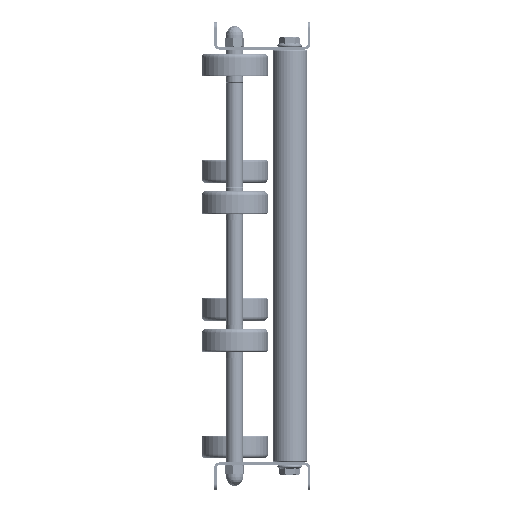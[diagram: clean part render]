
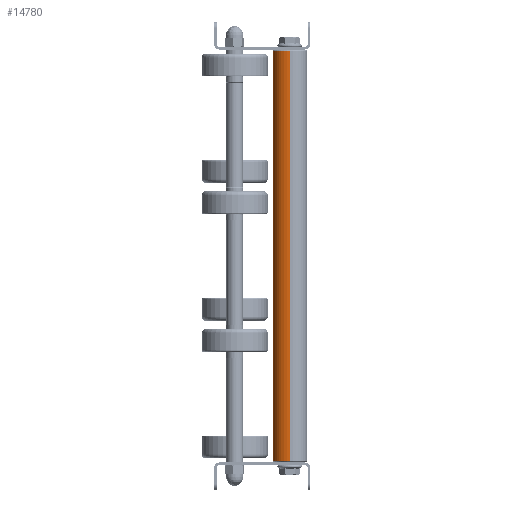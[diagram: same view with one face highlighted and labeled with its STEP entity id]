
A CAD part, left-side view. The second image highlights one B-rep face of the part: STEP entity #14780.
In plain terms, the highlighted cylindrical face has radius 12.5 mm (diameter 25 mm), a partial arc.
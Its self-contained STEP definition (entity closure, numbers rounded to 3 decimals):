
#195 = VERTEX_POINT ( 'NONE', #7498 ) ;
#887 = DIRECTION ( 'NONE',  ( -1., 0., 0. ) ) ;
#1036 = ORIENTED_EDGE ( 'NONE', *, *, #18688, .T. ) ;
#1880 = CIRCLE ( 'NONE', #2853, 12.5 ) ;
#2544 = EDGE_CURVE ( 'NONE', #12055, #195, #1880, .T. ) ;
#2612 = DIRECTION ( 'NONE',  ( -1., 0., 0. ) ) ;
#2853 = AXIS2_PLACEMENT_3D ( 'NONE', #7786, #13767, #4585 ) ;
#3055 = VECTOR ( 'NONE', #887, 1000. ) ;
#3306 = CARTESIAN_POINT ( 'NONE',  ( 1., 0., 0. ) ) ;
#3501 = DIRECTION ( 'NONE',  ( 0., 0., -1. ) ) ;
#3583 = VERTEX_POINT ( 'NONE', #8371 ) ;
#4172 = EDGE_CURVE ( 'NONE', #195, #3583, #13504, .T. ) ;
#4240 = DIRECTION ( 'NONE',  ( 0., 0., 1. ) ) ;
#4585 = DIRECTION ( 'NONE',  ( 0., 0., -1. ) ) ;
#5662 = AXIS2_PLACEMENT_3D ( 'NONE', #6032, #5923, #4240 ) ;
#5749 = ORIENTED_EDGE ( 'NONE', *, *, #2544, .T. ) ;
#5923 = DIRECTION ( 'NONE',  ( -1., 0., 0. ) ) ;
#6032 = CARTESIAN_POINT ( 'NONE',  ( 300., 0., 0. ) ) ;
#7498 = CARTESIAN_POINT ( 'NONE',  ( 299., 0., -12.5 ) ) ;
#7650 = VECTOR ( 'NONE', #2612, 1000. ) ;
#7786 = CARTESIAN_POINT ( 'NONE',  ( 299., 0., 0. ) ) ;
#8371 = CARTESIAN_POINT ( 'NONE',  ( 1., 0., -12.5 ) ) ;
#9181 = EDGE_CURVE ( 'NONE', #12055, #13367, #19644, .T. ) ;
#9332 = DIRECTION ( 'NONE',  ( 1., 0., 0. ) ) ;
#9401 = AXIS2_PLACEMENT_3D ( 'NONE', #3306, #9332, #3501 ) ;
#12055 = VERTEX_POINT ( 'NONE', #16617 ) ;
#12180 = FACE_OUTER_BOUND ( 'NONE', #15281, .T. ) ;
#12778 = ORIENTED_EDGE ( 'NONE', *, *, #9181, .F. ) ;
#13303 = CIRCLE ( 'NONE', #9401, 12.5 ) ;
#13367 = VERTEX_POINT ( 'NONE', #17233 ) ;
#13504 = LINE ( 'NONE', #16330, #7650 ) ;
#13767 = DIRECTION ( 'NONE',  ( -1., 0., 0. ) ) ;
#14780 = ADVANCED_FACE ( 'NONE', ( #12180 ), #19543, .T. ) ;
#15281 = EDGE_LOOP ( 'NONE', ( #5749, #17131, #1036, #12778 ) ) ;
#16330 = CARTESIAN_POINT ( 'NONE',  ( 300., 0., -12.5 ) ) ;
#16617 = CARTESIAN_POINT ( 'NONE',  ( 299., 0., 12.5 ) ) ;
#17131 = ORIENTED_EDGE ( 'NONE', *, *, #4172, .T. ) ;
#17233 = CARTESIAN_POINT ( 'NONE',  ( 1., 0., 12.5 ) ) ;
#17854 = CARTESIAN_POINT ( 'NONE',  ( 300., 0., 12.5 ) ) ;
#18688 = EDGE_CURVE ( 'NONE', #3583, #13367, #13303, .T. ) ;
#19543 = CYLINDRICAL_SURFACE ( 'NONE', #5662, 12.5 ) ;
#19644 = LINE ( 'NONE', #17854, #3055 ) ;
